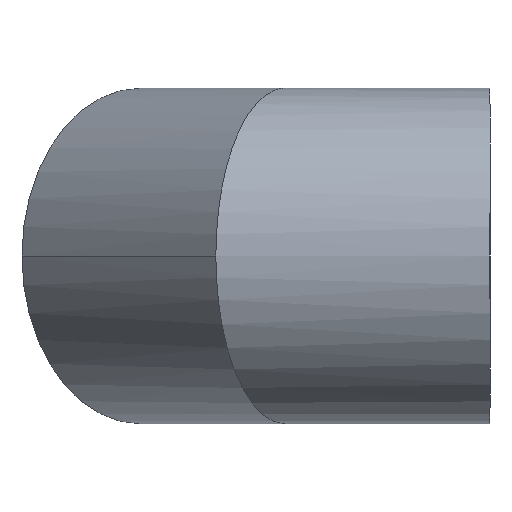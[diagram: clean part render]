
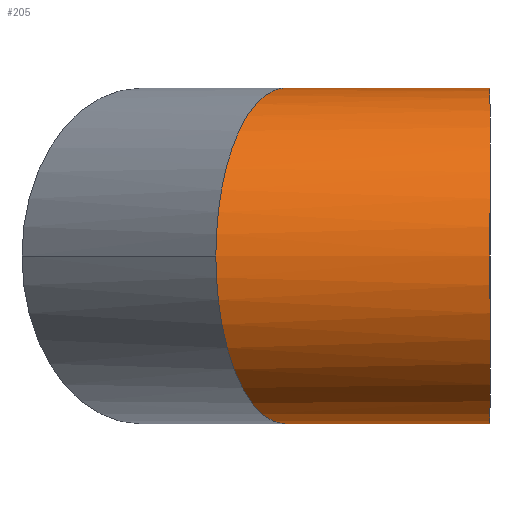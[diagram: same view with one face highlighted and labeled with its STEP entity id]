
A CAD part, left-side view. The second image highlights one B-rep face of the part: STEP entity #205.
In plain terms, the highlighted cylindrical face has radius 124.968 mm (diameter 249.936 mm), a partial arc.
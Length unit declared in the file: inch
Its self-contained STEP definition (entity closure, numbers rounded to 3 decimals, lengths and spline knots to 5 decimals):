
#5 = CARTESIAN_POINT ( 'NONE',  ( -4.92, 8.03793, 0. ) ) ;
#8 = VERTEX_POINT ( 'NONE', #55 ) ;
#9 = CARTESIAN_POINT ( 'NONE',  ( 0., 6., 4.92 ) ) ;
#26 = CARTESIAN_POINT ( 'NONE',  ( 0., 0., 0. ) ) ;
#27 = EDGE_CURVE ( 'NONE', #280, #127, #77, .T. ) ;
#33 = CARTESIAN_POINT ( 'NONE',  ( 0., 19.91586, -4.92 ) ) ;
#40 = FACE_OUTER_BOUND ( 'NONE', #309, .T. ) ;
#46 = LINE ( 'NONE', #33, #325 ) ;
#47 = VERTEX_POINT ( 'NONE', #229 ) ;
#55 = CARTESIAN_POINT ( 'NONE',  ( 0., 0., -4.92 ) ) ;
#77 = LINE ( 'NONE', #186, #320 ) ;
#91 = EDGE_CURVE ( 'NONE', #47, #283, #228, .T. ) ;
#95 = DIRECTION ( 'NONE',  ( 0., 0., 1. ) ) ;
#97 = DIRECTION ( 'NONE',  ( 0., 1., 0. ) ) ;
#100 = ORIENTED_EDGE ( 'NONE', *, *, #350, .F. ) ;
#108 = CARTESIAN_POINT ( 'NONE',  ( 0., 6., 4.92 ) ) ;
#112 = DIRECTION ( 'NONE',  ( 0., 0., -1. ) ) ;
#114 = CARTESIAN_POINT ( 'NONE',  ( 0., 19.91586, 0. ) ) ;
#116 = ORIENTED_EDGE ( 'NONE', *, *, #91, .F. ) ;
#118 = DIRECTION ( 'NONE',  ( 0., -1., 0. ) ) ;
#123 = ORIENTED_EDGE ( 'NONE', *, *, #27, .F. ) ;
#124 = AXIS2_PLACEMENT_3D ( 'NONE', #114, #118, #112 ) ;
#127 = VERTEX_POINT ( 'NONE', #338 ) ;
#147 = DIRECTION ( 'NONE',  ( 0., -1., 0. ) ) ;
#170 = ORIENTED_EDGE ( 'NONE', *, *, #206, .T. ) ;
#186 = CARTESIAN_POINT ( 'NONE',  ( 0., 19.91586, 4.92 ) ) ;
#197 = CARTESIAN_POINT ( 'NONE',  ( -2.88207, 7.19379, -4.92 ) ) ;
#205 = ADVANCED_FACE ( 'NONE', ( #40 ), #308, .T. ) ;
#206 = EDGE_CURVE ( 'NONE', #8, #127, #259, .T. ) ;
#223 =( BOUNDED_CURVE ( )  B_SPLINE_CURVE ( 3, ( #385, #337, #322, #108 ),
 .UNSPECIFIED., .F., .F. ) 
 B_SPLINE_CURVE_WITH_KNOTS ( ( 4, 4 ),
 ( 3.14159, 4.71239 ),
 .UNSPECIFIED. ) 
 CURVE ( )  GEOMETRIC_REPRESENTATION_ITEM ( )  RATIONAL_B_SPLINE_CURVE ( ( 1., 0.805, 0.805, 1. ) ) 
 REPRESENTATION_ITEM ( '' )  );
#228 =( BOUNDED_CURVE ( )  B_SPLINE_CURVE ( 3, ( #269, #197, #260, #316 ),
 .UNSPECIFIED., .F., .F. ) 
 B_SPLINE_CURVE_WITH_KNOTS ( ( 4, 4 ),
 ( 1.5708, 3.14159 ),
 .UNSPECIFIED. ) 
 CURVE ( )  GEOMETRIC_REPRESENTATION_ITEM ( )  RATIONAL_B_SPLINE_CURVE ( ( 1., 0.805, 0.805, 1. ) ) 
 REPRESENTATION_ITEM ( '' )  );
#229 = CARTESIAN_POINT ( 'NONE',  ( 0., 6., -4.92 ) ) ;
#259 = CIRCLE ( 'NONE', #373, 4.92 ) ;
#260 = CARTESIAN_POINT ( 'NONE',  ( -4.92, 8.03793, -2.88207 ) ) ;
#269 = CARTESIAN_POINT ( 'NONE',  ( 0., 6., -4.92 ) ) ;
#280 = VERTEX_POINT ( 'NONE', #9 ) ;
#283 = VERTEX_POINT ( 'NONE', #5 ) ;
#286 = EDGE_CURVE ( 'NONE', #47, #8, #46, .T. ) ;
#308 = CYLINDRICAL_SURFACE ( 'NONE', #124, 4.92 ) ;
#309 = EDGE_LOOP ( 'NONE', ( #123, #100, #116, #360, #170 ) ) ;
#316 = CARTESIAN_POINT ( 'NONE',  ( -4.92, 8.03793, 0. ) ) ;
#320 = VECTOR ( 'NONE', #147, 39.37008 ) ;
#322 = CARTESIAN_POINT ( 'NONE',  ( -2.88207, 7.19379, 4.92 ) ) ;
#325 = VECTOR ( 'NONE', #354, 39.37008 ) ;
#337 = CARTESIAN_POINT ( 'NONE',  ( -4.92, 8.03793, 2.88207 ) ) ;
#338 = CARTESIAN_POINT ( 'NONE',  ( 0., 0., 4.92 ) ) ;
#350 = EDGE_CURVE ( 'NONE', #283, #280, #223, .T. ) ;
#354 = DIRECTION ( 'NONE',  ( 0., -1., 0. ) ) ;
#360 = ORIENTED_EDGE ( 'NONE', *, *, #286, .T. ) ;
#373 = AXIS2_PLACEMENT_3D ( 'NONE', #26, #97, #95 ) ;
#385 = CARTESIAN_POINT ( 'NONE',  ( -4.92, 8.03793, 0. ) ) ;
